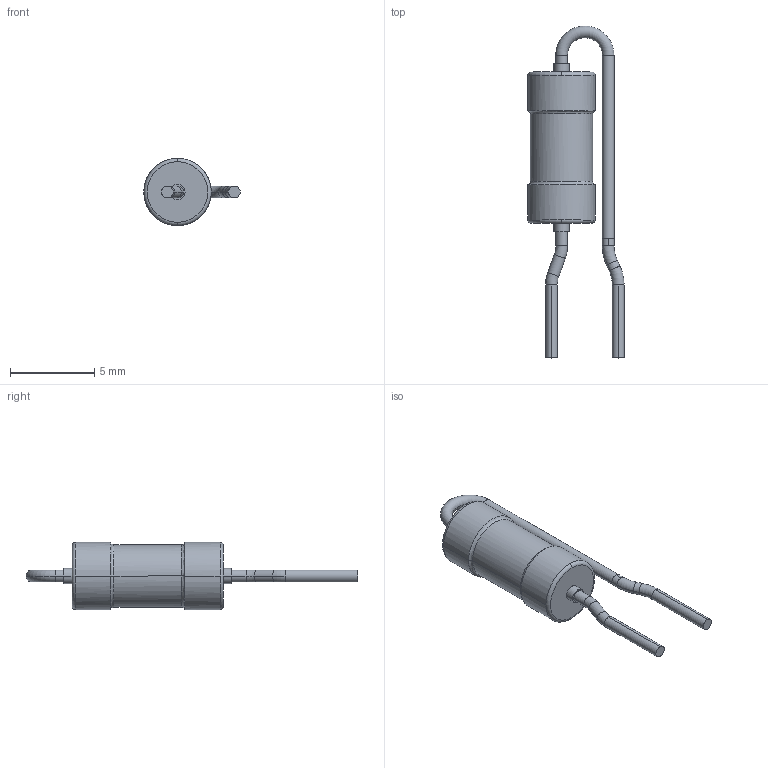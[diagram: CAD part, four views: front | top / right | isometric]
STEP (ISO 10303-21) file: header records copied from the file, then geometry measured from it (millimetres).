
FILE_DESCRIPTION (( 'STEP AP214' ), '1' );
FILE_NAME ('VR 3700000XXXX_radial_modified3-29.STEP', '2023-03-30T06:14:48', ( '' ), ( '' ), 'SwSTEP 2.0', 'SolidWorks 2022', '' );
FILE_SCHEMA (( 'AUTOMOTIVE_DESIGN' ));
Length unit declared in the file: millimetre
Products named in the file (1): VR 3700000XXXX_radial_modified3-29
Bounding box: 5.72 x 19.73 x 4 mm (x, y, z)
Volume: 117.5 mm3; surface area: 223.5 mm2
Topology: 1 solids, 2 shells, 56 faces, 122 edges, 74 vertices
Faces by surface type: cylinder 30, torus 14, plane 8, bspline 4
Entity records: 2074 total; most frequent: CARTESIAN_POINT 539, DIRECTION 296, ORIENTED_EDGE 244, AXIS2_PLACEMENT_3D 133, EDGE_CURVE 122, CIRCLE 80, VERTEX_POINT 74, EDGE_LOOP 60
